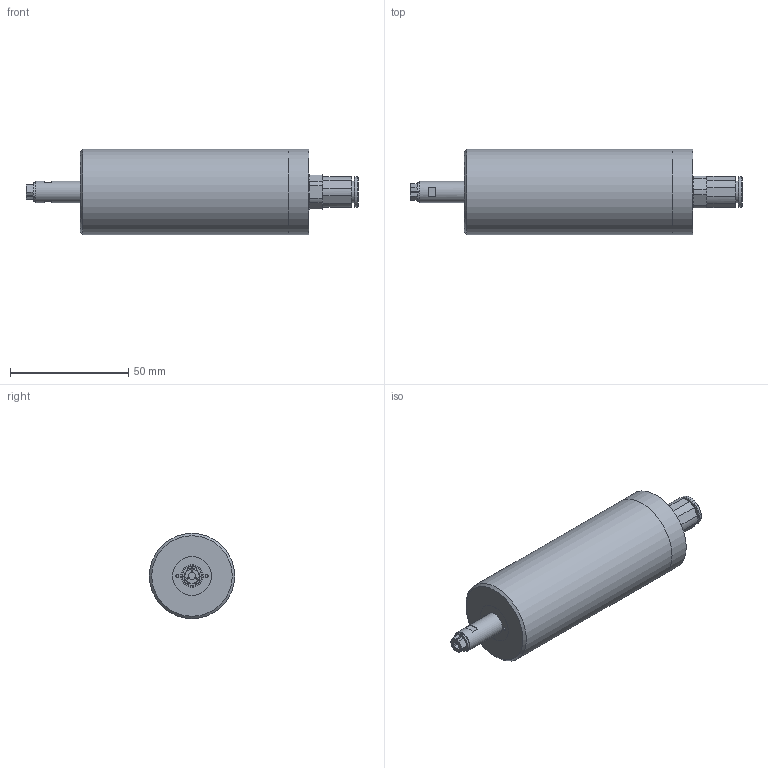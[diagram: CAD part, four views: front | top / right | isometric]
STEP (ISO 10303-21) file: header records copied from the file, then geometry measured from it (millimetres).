
FILE_DESCRIPTION((''),'2;1');
FILE_NAME('EST 650 K_29939587.stp','2008-06-10T11:31:13',('rmorof'),(''),'Autodesk Inventor 2008','Autodesk Inventor 2008','');
FILE_SCHEMA(('AUTOMOTIVE_DESIGN { 1 0 10303 214 1 1 1 1 }'));
Length unit declared in the file: millimetre
Products named in the file (1): Bauteil14
Bounding box: 140.18 x 36 x 36 mm (x, y, z)
Volume: 101159.3 mm3; surface area: 15739.2 mm2
Topology: 1 solids, 3 shells, 137 faces, 321 edges, 204 vertices
Faces by surface type: plane 69, cylinder 30, cone 29, bspline 7, torus 2
Full cylindrical faces by diameter (mm): 3 x1, 3.1 x1, 8 x1, 8.565 x1, 9 x1, 9.2 x1, 9.5 x1, 12 x1, 12.1 x1, 13 x1, 36 x2
Entity records: 3942 total; most frequent: CARTESIAN_POINT 869, DIRECTION 597, ORIENTED_EDGE 568, EDGE_CURVE 284, AXIS2_PLACEMENT_3D 245, VERTEX_POINT 193, EDGE_LOOP 181, FACE_OUTER_BOUND 137
